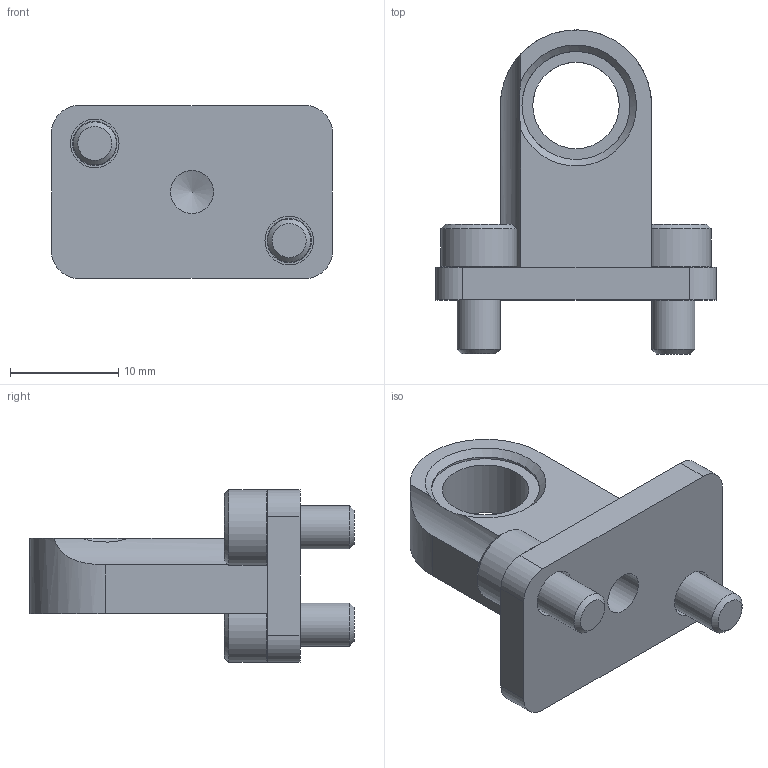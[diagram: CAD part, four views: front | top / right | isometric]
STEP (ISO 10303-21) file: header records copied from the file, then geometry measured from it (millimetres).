
FILE_DESCRIPTION(/* description */ ('STEP AP214'),/* implementation_level */ '2;1');
FILE_NAME(/* name */ '161819_SZF-18',/* time_stamp */ '2024-09-15T15:16:43+02:00',/* author */ ('License CC BY-ND 4.0'),/* organization */ ('CADENAS'),/* preprocessor_version */ 'ST-DEVELOPER v19.3',/* originating_system */ 'PARTsolutions',/* authorisation */ ' ');
FILE_SCHEMA (('AUTOMOTIVE_DESIGN {1 0 10303 214 3 1 1}'));
Length unit declared in the file: millimetre
Products named in the file (3): 161819 SZF-18; 161819 SZF-18---(part); DIN-912 - M4x8(F)
Assembly tree (3 placements, depth 2):
  161819 SZF-18
    161819 SZF-18---(part)
    DIN-912 - M4x8(F)  x2
Bounding box: 26 x 30 x 16 mm (x, y, z)
Volume: 3033.4 mm3; surface area: 2560.4 mm2
Topology: 3 solids, 3 shells, 84 faces, 179 edges, 104 vertices
Faces by surface type: plane 42, cone 25, cylinder 17
Full cylindrical faces by diameter (mm): 4 x3, 4.5 x2, 7 x2, 8 x1, 10 x2
Entity records: 1727 total; most frequent: CARTESIAN_POINT 280, DIRECTION 260, ORIENTED_EDGE 208, AXIS2_PLACEMENT_3D 106, EDGE_CURVE 104, FACE_BOUND 82, EDGE_LOOP 80, VERTEX_POINT 72
